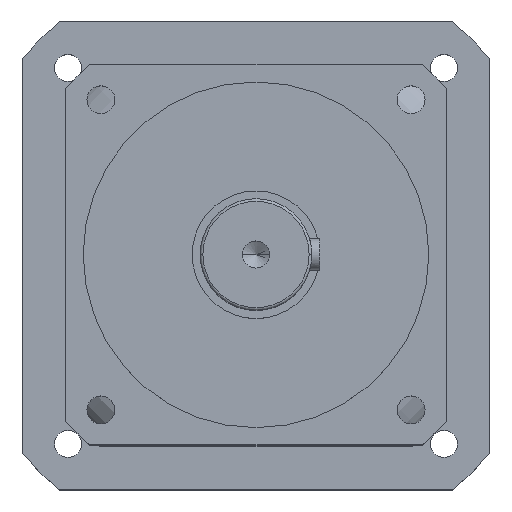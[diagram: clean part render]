
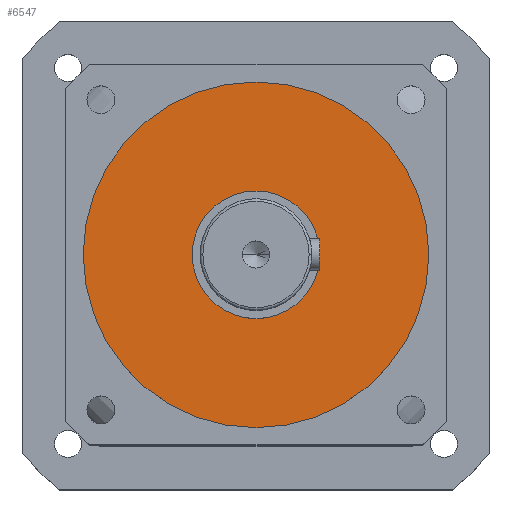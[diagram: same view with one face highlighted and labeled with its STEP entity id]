
A CAD part, top view. The second image highlights one B-rep face of the part: STEP entity #6547.
In plain terms, the highlighted planar face has unit normal (0, 0, 1).
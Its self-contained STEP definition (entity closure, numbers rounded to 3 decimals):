
#546 = CARTESIAN_POINT ( 'NONE',  ( 0., 0., -70. ) ) ;
#1072 = EDGE_LOOP ( 'NONE', ( #1510, #2510 ) ) ;
#1090 = VERTEX_POINT ( 'NONE', #1543 ) ;
#1218 = VERTEX_POINT ( 'NONE', #7671 ) ;
#1378 = DIRECTION ( 'NONE',  ( 1., 0., 0. ) ) ;
#1510 = ORIENTED_EDGE ( 'NONE', *, *, #1896, .F. ) ;
#1543 = CARTESIAN_POINT ( 'NONE',  ( -24., 0., -70. ) ) ;
#1624 = CARTESIAN_POINT ( 'NONE',  ( 24., 0., -70. ) ) ;
#1896 = EDGE_CURVE ( 'NONE', #6645, #1090, #7010, .T. ) ;
#2129 = EDGE_CURVE ( 'NONE', #4782, #1218, #10043, .T. ) ;
#2510 = ORIENTED_EDGE ( 'NONE', *, *, #7319, .F. ) ;
#2884 = EDGE_LOOP ( 'NONE', ( #5466, #8118 ) ) ;
#2971 = CARTESIAN_POINT ( 'NONE',  ( 0., 65., -70. ) ) ;
#3014 = DIRECTION ( 'NONE',  ( 0., 0., 1. ) ) ;
#3287 = EDGE_CURVE ( 'NONE', #1218, #4782, #6100, .T. ) ;
#4581 = DIRECTION ( 'NONE',  ( 1., 0., 0. ) ) ;
#4668 = DIRECTION ( 'NONE',  ( 0., 0., -1. ) ) ;
#4782 = VERTEX_POINT ( 'NONE', #10062 ) ;
#5466 = ORIENTED_EDGE ( 'NONE', *, *, #2129, .T. ) ;
#6100 = CIRCLE ( 'NONE', #10011, 65. ) ;
#6168 = DIRECTION ( 'NONE',  ( 0., 0., 1. ) ) ;
#6259 = AXIS2_PLACEMENT_3D ( 'NONE', #10361, #6715, #4581 ) ;
#6547 = ADVANCED_FACE ( 'NONE', ( #6605, #8766 ), #8674, .F. ) ;
#6605 = FACE_BOUND ( 'NONE', #1072, .T. ) ;
#6645 = VERTEX_POINT ( 'NONE', #1624 ) ;
#6715 = DIRECTION ( 'NONE',  ( 0., 0., 1. ) ) ;
#6784 = CARTESIAN_POINT ( 'NONE',  ( 0., 0., -70. ) ) ;
#7010 = CIRCLE ( 'NONE', #8296, 24. ) ;
#7178 = DIRECTION ( 'NONE',  ( 0., 0., 1. ) ) ;
#7304 = AXIS2_PLACEMENT_3D ( 'NONE', #2971, #4668, #10271 ) ;
#7319 = EDGE_CURVE ( 'NONE', #1090, #6645, #7471, .T. ) ;
#7471 = CIRCLE ( 'NONE', #8473, 24. ) ;
#7547 = DIRECTION ( 'NONE',  ( 1., 0., 0. ) ) ;
#7671 = CARTESIAN_POINT ( 'NONE',  ( -65., 0., -70. ) ) ;
#7827 = CARTESIAN_POINT ( 'NONE',  ( 0., 0., -70. ) ) ;
#8118 = ORIENTED_EDGE ( 'NONE', *, *, #3287, .T. ) ;
#8296 = AXIS2_PLACEMENT_3D ( 'NONE', #6784, #7178, #7547 ) ;
#8473 = AXIS2_PLACEMENT_3D ( 'NONE', #546, #6168, #1378 ) ;
#8656 = DIRECTION ( 'NONE',  ( 1., 0., 0. ) ) ;
#8674 = PLANE ( 'NONE',  #7304 ) ;
#8766 = FACE_OUTER_BOUND ( 'NONE', #2884, .T. ) ;
#10011 = AXIS2_PLACEMENT_3D ( 'NONE', #7827, #3014, #8656 ) ;
#10043 = CIRCLE ( 'NONE', #6259, 65. ) ;
#10062 = CARTESIAN_POINT ( 'NONE',  ( 65., 0., -70. ) ) ;
#10271 = DIRECTION ( 'NONE',  ( -1., 0., 0. ) ) ;
#10361 = CARTESIAN_POINT ( 'NONE',  ( 0., 0., -70. ) ) ;
